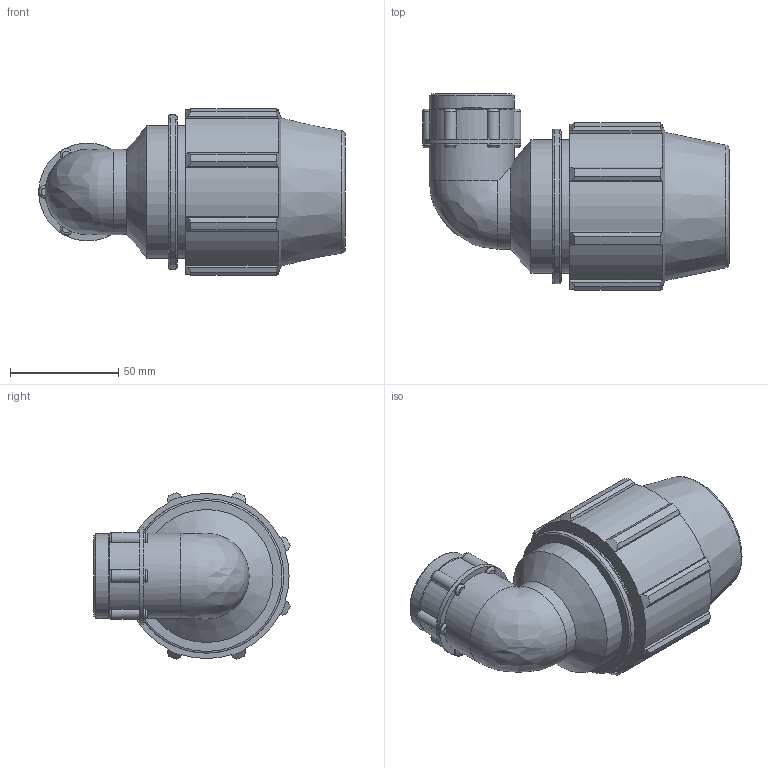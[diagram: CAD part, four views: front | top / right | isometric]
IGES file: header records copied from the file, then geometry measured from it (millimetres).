
Global section: file name: 071500040010_181500040010_0715060400100A.ipt; native system: Autodesk Inventor 2015; preprocessor: unknown; author: KIM; date: 20170606.172212; units: millimetre
Bounding box: 141.64 x 90.58 x 77.16 mm (x, y, z)
Volume: 301039.3 mm3; surface area: 57673.9 mm2
Topology: 1 solids, 1 shells, 138 faces, 380 edges, 248 vertices
Faces by surface type: plane 60, cylinder 41, revolution 22, cone 13, bspline 2
Full cylindrical faces by diameter (mm): 39.378 x2, 45.285 x1, 61.5 x2, 71.34 x1
